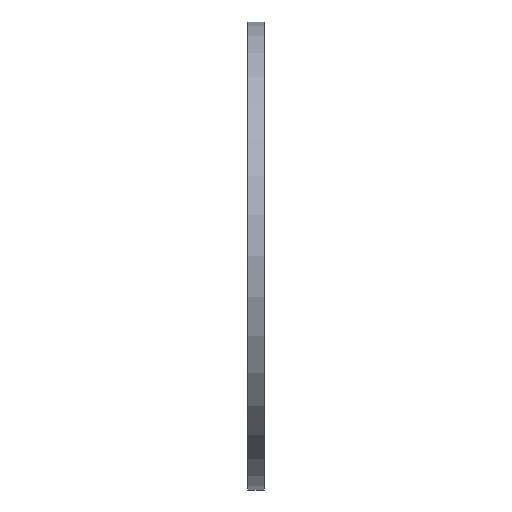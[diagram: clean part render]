
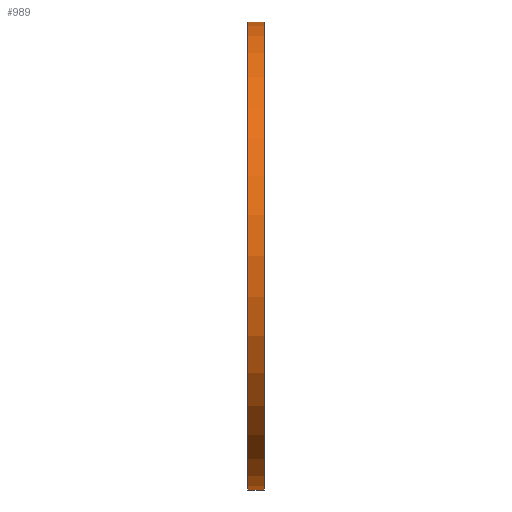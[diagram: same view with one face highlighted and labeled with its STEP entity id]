
A CAD part, left-side view. The second image highlights one B-rep face of the part: STEP entity #989.
In plain terms, the highlighted cylindrical face has radius 282.5 mm (diameter 565 mm), a partial arc.
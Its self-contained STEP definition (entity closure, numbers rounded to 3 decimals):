
#18 = DIRECTION ( 'NONE',  ( 0., 1., 0. ) ) ;
#22 = CIRCLE ( 'NONE', #88, 282.5 ) ;
#65 = VERTEX_POINT ( 'NONE', #170 ) ;
#81 = ORIENTED_EDGE ( 'NONE', *, *, #150, .T. ) ;
#88 = AXIS2_PLACEMENT_3D ( 'NONE', #1129, #326, #1177 ) ;
#114 = CIRCLE ( 'NONE', #368, 282.5 ) ;
#150 = EDGE_CURVE ( 'NONE', #1287, #65, #22, .T. ) ;
#170 = CARTESIAN_POINT ( 'NONE',  ( 0., 0., 282.5 ) ) ;
#260 = CARTESIAN_POINT ( 'NONE',  ( 0., 20., 282.5 ) ) ;
#265 = EDGE_LOOP ( 'NONE', ( #886, #81, #821, #887 ) ) ;
#306 = VECTOR ( 'NONE', #484, 1000. ) ;
#326 = DIRECTION ( 'NONE',  ( 0., 1., 0. ) ) ;
#333 = DIRECTION ( 'NONE',  ( 0., 0., 1. ) ) ;
#368 = AXIS2_PLACEMENT_3D ( 'NONE', #1163, #18, #333 ) ;
#377 = FACE_OUTER_BOUND ( 'NONE', #265, .T. ) ;
#403 = LINE ( 'NONE', #1243, #1035 ) ;
#484 = DIRECTION ( 'NONE',  ( 0., 1., 0. ) ) ;
#547 = AXIS2_PLACEMENT_3D ( 'NONE', #799, #1249, #927 ) ;
#664 = CARTESIAN_POINT ( 'NONE',  ( 0., 20., -282.5 ) ) ;
#708 = LINE ( 'NONE', #936, #306 ) ;
#762 = EDGE_CURVE ( 'NONE', #1130, #893, #114, .T. ) ;
#799 = CARTESIAN_POINT ( 'NONE',  ( 0., 38.545, 0. ) ) ;
#818 = CYLINDRICAL_SURFACE ( 'NONE', #547, 282.5 ) ;
#819 = DIRECTION ( 'NONE',  ( 0., 1., 0. ) ) ;
#821 = ORIENTED_EDGE ( 'NONE', *, *, #962, .T. ) ;
#886 = ORIENTED_EDGE ( 'NONE', *, *, #1330, .F. ) ;
#887 = ORIENTED_EDGE ( 'NONE', *, *, #762, .F. ) ;
#893 = VERTEX_POINT ( 'NONE', #260 ) ;
#927 = DIRECTION ( 'NONE',  ( 0., 0., 1. ) ) ;
#936 = CARTESIAN_POINT ( 'NONE',  ( 0., 38.545, 282.5 ) ) ;
#962 = EDGE_CURVE ( 'NONE', #65, #893, #708, .T. ) ;
#989 = ADVANCED_FACE ( 'NONE', ( #377 ), #818, .T. ) ;
#1035 = VECTOR ( 'NONE', #819, 1000. ) ;
#1129 = CARTESIAN_POINT ( 'NONE',  ( 0., 0., 0. ) ) ;
#1130 = VERTEX_POINT ( 'NONE', #664 ) ;
#1138 = CARTESIAN_POINT ( 'NONE',  ( 0., 0., -282.5 ) ) ;
#1163 = CARTESIAN_POINT ( 'NONE',  ( 0., 20., 0. ) ) ;
#1177 = DIRECTION ( 'NONE',  ( 0., 0., 1. ) ) ;
#1243 = CARTESIAN_POINT ( 'NONE',  ( 0., 38.545, -282.5 ) ) ;
#1249 = DIRECTION ( 'NONE',  ( 0., 1., 0. ) ) ;
#1287 = VERTEX_POINT ( 'NONE', #1138 ) ;
#1330 = EDGE_CURVE ( 'NONE', #1287, #1130, #403, .T. ) ;
